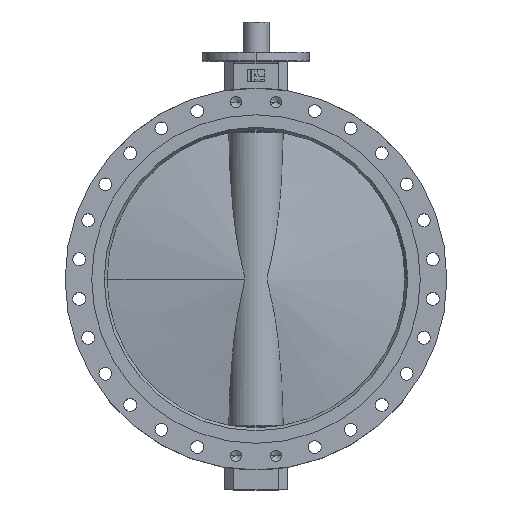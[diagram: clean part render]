
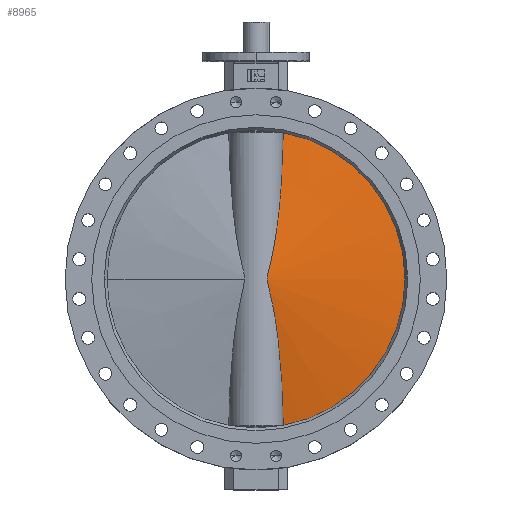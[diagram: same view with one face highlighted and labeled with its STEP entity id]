
A CAD part, top view. The second image highlights one B-rep face of the part: STEP entity #8965.
In plain terms, the highlighted conical face has half-angle 80.702 degrees and reference radius 6107.99 mm.
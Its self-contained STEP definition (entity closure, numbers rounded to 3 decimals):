
#405 = FACE_OUTER_BOUND ( 'NONE', #5405, .T. ) ;
#414 = CONICAL_SURFACE ( 'NONE', #1441, 6107.985, 1.409 ) ;
#759 = CARTESIAN_POINT ( 'NONE',  ( 7.771, 0., -490.039 ) ) ;
#1441 = AXIS2_PLACEMENT_3D ( 'NONE', #8561, #8562, #8560 ) ;
#2013 = CARTESIAN_POINT ( 'NONE',  ( 7.771, -481.766, -89.664 ) ) ;
#2014 = CARTESIAN_POINT ( 'NONE',  ( 11.05, -461.447, -89.38 ) ) ;
#2018 = CARTESIAN_POINT ( 'NONE',  ( 14.328, -441.132, -88.915 ) ) ;
#2019 = CARTESIAN_POINT ( 'NONE',  ( 20.88, -400.511, -87.608 ) ) ;
#2020 = CARTESIAN_POINT ( 'NONE',  ( 24.155, -380.206, -86.766 ) ) ;
#2021 = CARTESIAN_POINT ( 'NONE',  ( 29.065, -349.755, -85.195 ) ) ;
#2022 = CARTESIAN_POINT ( 'NONE',  ( 30.7, -339.607, -84.62 ) ) ;
#2023 = CARTESIAN_POINT ( 'NONE',  ( 33.968, -319.328, -83.362 ) ) ;
#2024 = CARTESIAN_POINT ( 'NONE',  ( 35.601, -309.196, -82.679 ) ) ;
#2025 = CARTESIAN_POINT ( 'NONE',  ( 40.494, -278.819, -80.456 ) ) ;
#2026 = CARTESIAN_POINT ( 'NONE',  ( 43.749, -258.596, -78.743 ) ) ;
#2027 = CARTESIAN_POINT ( 'NONE',  ( 50.241, -218.217, -74.768 ) ) ;
#2028 = CARTESIAN_POINT ( 'NONE',  ( 53.478, -198.061, -72.507 ) ) ;
#2029 = CARTESIAN_POINT ( 'NONE',  ( 58.311, -167.89, -68.587 ) ) ;
#2030 = CARTESIAN_POINT ( 'NONE',  ( 59.917, -157.844, -67.192 ) ) ;
#2031 = CARTESIAN_POINT ( 'NONE',  ( 63.119, -137.775, -64.193 ) ) ;
#2032 = CARTESIAN_POINT ( 'NONE',  ( 64.714, -127.754, -62.59 ) ) ;
#2033 = CARTESIAN_POINT ( 'NONE',  ( 67.885, -107.738, -59.137 ) ) ;
#2034 = CARTESIAN_POINT ( 'NONE',  ( 69.461, -97.745, -57.285 ) ) ;
#2035 = CARTESIAN_POINT ( 'NONE',  ( 71.796, -82.779, -54.286 ) ) ;
#2036 = CARTESIAN_POINT ( 'NONE',  ( 72.569, -77.794, -53.249 ) ) ;
#2037 = CARTESIAN_POINT ( 'NONE',  ( 74.1, -67.832, -51.097 ) ) ;
#2038 = CARTESIAN_POINT ( 'NONE',  ( 74.858, -62.854, -49.982 ) ) ;
#2039 = CARTESIAN_POINT ( 'NONE',  ( 76.346, -52.905, -47.677 ) ) ;
#2040 = CARTESIAN_POINT ( 'NONE',  ( 77.078, -47.932, -46.487 ) ) ;
#2041 = CARTESIAN_POINT ( 'NONE',  ( 78.133, -40.474, -44.673 ) ) ;
#2042 = CARTESIAN_POINT ( 'NONE',  ( 78.478, -37.988, -44.064 ) ) ;
#2043 = CARTESIAN_POINT ( 'NONE',  ( 79.148, -33.013, -42.85 ) ) ;
#2044 = CARTESIAN_POINT ( 'NONE',  ( 79.472, -30.524, -42.245 ) ) ;
#2045 = CARTESIAN_POINT ( 'NONE',  ( 80.088, -25.537, -41.065 ) ) ;
#2046 = CARTESIAN_POINT ( 'NONE',  ( 80.38, -23.039, -40.49 ) ) ;
#2047 = CARTESIAN_POINT ( 'NONE',  ( 80.912, -18.021, -39.416 ) ) ;
#2048 = CARTESIAN_POINT ( 'NONE',  ( 81.152, -15.501, -38.918 ) ) ;
#2049 = CARTESIAN_POINT ( 'NONE',  ( 81.546, -10.421, -38.084 ) ) ;
#2050 = CARTESIAN_POINT ( 'NONE',  ( 81.701, -7.859, -37.749 ) ) ;
#2051 = CARTESIAN_POINT ( 'NONE',  ( 81.838, -3.965, -37.451 ) ) ;
#2052 = CARTESIAN_POINT ( 'NONE',  ( 81.867, -2.653, -37.386 ) ) ;
#2053 = CARTESIAN_POINT ( 'NONE',  ( 81.891, -0.051, -37.334 ) ) ;
#2054 = CARTESIAN_POINT ( 'NONE',  ( 81.886, 1.241, -37.345 ) ) ;
#2055 = CARTESIAN_POINT ( 'NONE',  ( 81.776, 7.666, -37.587 ) ) ;
#2056 = CARTESIAN_POINT ( 'NONE',  ( 81.419, 12.68, -38.369 ) ) ;
#2057 = CARTESIAN_POINT ( 'NONE',  ( 80.698, 20.133, -39.851 ) ) ;
#2058 = CARTESIAN_POINT ( 'NONE',  ( 80.427, 22.605, -40.397 ) ) ;
#2059 = CARTESIAN_POINT ( 'NONE',  ( 79.847, 27.539, -41.532 ) ) ;
#2060 = CARTESIAN_POINT ( 'NONE',  ( 79.538, 30., -42.122 ) ) ;
#2061 = CARTESIAN_POINT ( 'NONE',  ( 78.895, 34.919, -43.313 ) ) ;
#2062 = CARTESIAN_POINT ( 'NONE',  ( 78.562, 37.376, -43.915 ) ) ;
#2063 = CARTESIAN_POINT ( 'NONE',  ( 77.879, 42.289, -45.115 ) ) ;
#2064 = CARTESIAN_POINT ( 'NONE',  ( 77.529, 44.746, -45.713 ) ) ;
#2065 = CARTESIAN_POINT ( 'NONE',  ( 76.465, 52.115, -47.488 ) ) ;
#2066 = CARTESIAN_POINT ( 'NONE',  ( 75.733, 57.029, -48.644 ) ) ;
#2067 = CARTESIAN_POINT ( 'NONE',  ( 73.506, 71.784, -52.001 ) ) ;
#2068 = CARTESIAN_POINT ( 'NONE',  ( 71.977, 81.639, -54.088 ) ) ;
#2069 = CARTESIAN_POINT ( 'NONE',  ( 68.887, 101.39, -57.972 ) ) ;
#2070 = CARTESIAN_POINT ( 'NONE',  ( 67.324, 111.286, -59.772 ) ) ;
#2071 = CARTESIAN_POINT ( 'NONE',  ( 64.18, 131.113, -63.137 ) ) ;
#2072 = CARTESIAN_POINT ( 'NONE',  ( 62.598, 141.044, -64.7 ) ) ;
#2073 = CARTESIAN_POINT ( 'NONE',  ( 59.423, 160.937, -67.628 ) ) ;
#2074 = CARTESIAN_POINT ( 'NONE',  ( 57.829, 170.899, -68.993 ) ) ;
#2075 = CARTESIAN_POINT ( 'NONE',  ( 54.633, 190.849, -71.55 ) ) ;
#2076 = CARTESIAN_POINT ( 'NONE',  ( 53.03, 200.838, -72.743 ) ) ;
#2077 = CARTESIAN_POINT ( 'NONE',  ( 49.819, 220.838, -74.979 ) ) ;
#2078 = CARTESIAN_POINT ( 'NONE',  ( 48.21, 230.853, -76.022 ) ) ;
#2079 = CARTESIAN_POINT ( 'NONE',  ( 43.377, 260.906, -78.947 ) ) ;
#2080 = CARTESIAN_POINT ( 'NONE',  ( 40.15, 280.953, -80.626 ) ) ;
#2081 = CARTESIAN_POINT ( 'NONE',  ( 33.689, 321.067, -83.532 ) ) ;
#2082 = CARTESIAN_POINT ( 'NONE',  ( 30.455, 341.134, -84.759 ) ) ;
#2083 = CARTESIAN_POINT ( 'NONE',  ( 23.981, 381.285, -86.813 ) ) ;
#2084 = CARTESIAN_POINT ( 'NONE',  ( 20.742, 401.37, -87.64 ) ) ;
#2085 = CARTESIAN_POINT ( 'NONE',  ( 14.259, 441.556, -88.925 ) ) ;
#2086 = CARTESIAN_POINT ( 'NONE',  ( 11.016, 461.657, -89.383 ) ) ;
#2087 = CARTESIAN_POINT ( 'NONE',  ( 7.771, 481.766, -89.664 ) ) ;
#2088 = CARTESIAN_POINT ( 'NONE',  ( 7.771, 0., 0. ) ) ;
#2089 = DIRECTION ( 'NONE',  ( 1., 0., 0. ) ) ;
#2090 = DIRECTION ( 'NONE',  ( 0., 0., -1. ) ) ;
#2750 = B_SPLINE_CURVE_WITH_KNOTS ( 'NONE', 3,
 ( #2013, #2014, #2018, #2019, #2020, #2021, #2022, #2023, #2024, #2025, #2026, #2027, #2028, #2029, #2030, #2031, #2032, #2033, #2034, #2035, #2036, #2037, #2038, #2039, #2040, #2041, #2042, #2043, #2044, #2045, #2046, #2047, #2048, #2049, #2050, #2051, #2052, #2053, #2054, #2055, #2056, #2057, #2058, #2059, #2060, #2061, #2062, #2063, #2064, #2065, #2066, #2067, #2068, #2069, #2070, #2071, #2072, #2073, #2074, #2075, #2076, #2077, #2078, #2079, #2080, #2081, #2082, #2083, #2084, #2085, #2086, #2087 ),
 .UNSPECIFIED., .F., .F.,
 ( 4, 2, 2, 2, 2, 2, 2, 2, 2, 2, 2, 2, 2, 2, 2, 2, 2, 2, 2, 2, 2, 2, 2, 2, 2, 2, 2, 2, 2, 2, 2, 2, 2, 2, 2, 4 ),
 ( -0.443, -0.381, -0.319, -0.288, -0.257, -0.196, -0.134, -0.103, -0.072, -0.041, -0.025, -0.01, 0.006, 0.013, 0.021, 0.029, 0.037, 0.044, 0.048, 0.052, 0.067, 0.075, 0.083, 0.091, 0.098, 0.114, 0.145, 0.176, 0.207, 0.238, 0.269, 0.3, 0.362, 0.423, 0.485, 0.547 ),
 .UNSPECIFIED. ) ;
#2979 = CARTESIAN_POINT ( 'NONE',  ( 7.771, 481.766, -89.664 ) ) ;
#2991 = CARTESIAN_POINT ( 'NONE',  ( 7.771, -481.766, -89.664 ) ) ;
#3438 = AXIS2_PLACEMENT_3D ( 'NONE', #4673, #4674, #4675 ) ;
#3458 = AXIS2_PLACEMENT_3D ( 'NONE', #2088, #2089, #2090 ) ;
#3706 = VERTEX_POINT ( 'NONE', #759 ) ;
#4673 = CARTESIAN_POINT ( 'NONE',  ( 7.771, 0., 0. ) ) ;
#4674 = DIRECTION ( 'NONE',  ( 1., 0., 0. ) ) ;
#4675 = DIRECTION ( 'NONE',  ( 0., 0., -1. ) ) ;
#5405 = EDGE_LOOP ( 'NONE', ( #5738, #5739, #5740 ) ) ;
#5738 = ORIENTED_EDGE ( 'NONE', *, *, #9878, .F. ) ;
#5739 = ORIENTED_EDGE ( 'NONE', *, *, #9843, .T. ) ;
#5740 = ORIENTED_EDGE ( 'NONE', *, *, #9879, .T. ) ;
#8560 = DIRECTION ( 'NONE',  ( 0., 0., 1. ) ) ;
#8561 = CARTESIAN_POINT ( 'NONE',  ( -912., 0., 0. ) ) ;
#8562 = DIRECTION ( 'NONE',  ( -1., 0., 0. ) ) ;
#8965 = ADVANCED_FACE ( 'NONE', ( #405 ), #414, .T. ) ;
#9399 = VERTEX_POINT ( 'NONE', #2979 ) ;
#9411 = VERTEX_POINT ( 'NONE', #2991 ) ;
#9843 = EDGE_CURVE ( 'NONE', #9411, #3706, #10785, .T. ) ;
#9878 = EDGE_CURVE ( 'NONE', #9411, #9399, #2750, .T. ) ;
#9879 = EDGE_CURVE ( 'NONE', #3706, #9399, #10823, .T. ) ;
#10785 = CIRCLE ( 'NONE', #3438, 490.039 ) ;
#10823 = CIRCLE ( 'NONE', #3458, 490.039 ) ;
